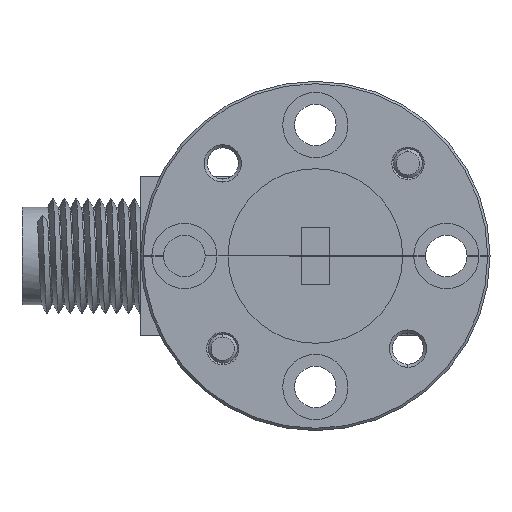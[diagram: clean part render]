
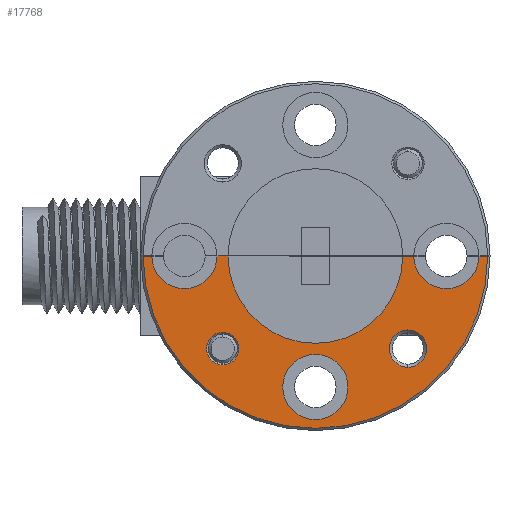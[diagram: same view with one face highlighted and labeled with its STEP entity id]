
A CAD part, left-side view. The second image highlights one B-rep face of the part: STEP entity #17768.
In plain terms, the highlighted planar face has unit normal (-1, 0, 0).
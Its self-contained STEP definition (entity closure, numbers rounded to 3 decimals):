
#1374 = CARTESIAN_POINT ( 'NONE',  ( -8.995, 29.063, 36.028 ) ) ;
#1844 = EDGE_CURVE ( 'NONE', #3926, #8776, #32191, .T. ) ;
#2559 = DIRECTION ( 'NONE',  ( 0., 1., 0. ) ) ;
#2622 = EDGE_LOOP ( 'NONE', ( #9394, #35225, #35515, #45977, #55994, #11365, #53470, #62640, #24705 ) ) ;
#3221 = DIRECTION ( 'NONE',  ( -1., 0., 0. ) ) ;
#3926 = VERTEX_POINT ( 'NONE', #28230 ) ;
#4048 = EDGE_LOOP ( 'NONE', ( #7743, #29987 ) ) ;
#4131 = CARTESIAN_POINT ( 'NONE',  ( -8.995, 29.063, 31.996 ) ) ;
#4836 = CARTESIAN_POINT ( 'NONE',  ( -8.995, 29.063, 32.472 ) ) ;
#5110 = CARTESIAN_POINT ( 'NONE',  ( -8.995, 19.665, 41.394 ) ) ;
#5428 = EDGE_CURVE ( 'NONE', #56046, #28688, #24807, .T. ) ;
#6039 = EDGE_CURVE ( 'NONE', #11190, #8776, #30334, .T. ) ;
#6453 = CIRCLE ( 'NONE', #42705, 0.883 ) ;
#7364 = AXIS2_PLACEMENT_3D ( 'NONE', #29947, #44673, #14250 ) ;
#7366 = EDGE_CURVE ( 'NONE', #55980, #40767, #40563, .T. ) ;
#7730 = FACE_BOUND ( 'NONE', #61730, .T. ) ;
#7743 = ORIENTED_EDGE ( 'NONE', *, *, #7366, .F. ) ;
#8123 = DIRECTION ( 'NONE',  ( 0., 0., 1. ) ) ;
#8309 = EDGE_CURVE ( 'NONE', #21537, #58659, #6453, .T. ) ;
#8776 = VERTEX_POINT ( 'NONE', #32898 ) ;
#9327 = EDGE_CURVE ( 'NONE', #40767, #55980, #46855, .T. ) ;
#9394 = ORIENTED_EDGE ( 'NONE', *, *, #58344, .T. ) ;
#9527 = EDGE_CURVE ( 'NONE', #45842, #26671, #57919, .T. ) ;
#9968 = CARTESIAN_POINT ( 'NONE',  ( -8.995, 36.207, 41.394 ) ) ;
#10301 = AXIS2_PLACEMENT_3D ( 'NONE', #24487, #39379, #18992 ) ;
#10970 = LINE ( 'NONE', #38107, #22860 ) ;
#11190 = VERTEX_POINT ( 'NONE', #62908 ) ;
#11231 = EDGE_CURVE ( 'NONE', #58659, #21537, #26805, .T. ) ;
#11365 = ORIENTED_EDGE ( 'NONE', *, *, #1844, .T. ) ;
#11461 = CARTESIAN_POINT ( 'NONE',  ( -8.995, 38.461, 41.394 ) ) ;
#13090 = CIRCLE ( 'NONE', #55393, 9.398 ) ;
#13859 = CARTESIAN_POINT ( 'NONE',  ( -8.995, 29.063, 34.25 ) ) ;
#14250 = DIRECTION ( 'NONE',  ( 0., 0., 1. ) ) ;
#17768 = ADVANCED_FACE ( 'NONE', ( #38639, #34678, #21943, #7730 ), #25358, .T. ) ;
#18081 = CARTESIAN_POINT ( 'NONE',  ( -8.995, 29.063, 34.25 ) ) ;
#18533 = DIRECTION ( 'NONE',  ( 0., 0., 1. ) ) ;
#18737 = CARTESIAN_POINT ( 'NONE',  ( -8.995, 37.985, 41.394 ) ) ;
#18892 = ORIENTED_EDGE ( 'NONE', *, *, #34141, .F. ) ;
#18992 = DIRECTION ( 'NONE',  ( 0., 0., 1. ) ) ;
#20295 = DIRECTION ( 'NONE',  ( 0., 0., 1. ) ) ;
#20576 = DIRECTION ( 'NONE',  ( -1., 0., 0. ) ) ;
#21198 = VERTEX_POINT ( 'NONE', #11461 ) ;
#21531 = VERTEX_POINT ( 'NONE', #4131 ) ;
#21537 = VERTEX_POINT ( 'NONE', #39356 ) ;
#21943 = FACE_OUTER_BOUND ( 'NONE', #2622, .T. ) ;
#22860 = VECTOR ( 'NONE', #57896, 1000. ) ;
#23407 = LINE ( 'NONE', #36619, #51953 ) ;
#24487 = CARTESIAN_POINT ( 'NONE',  ( -8.995, 24.011, 36.343 ) ) ;
#24705 = ORIENTED_EDGE ( 'NONE', *, *, #5428, .F. ) ;
#24807 = CIRCLE ( 'NONE', #26842, 1.778 ) ;
#25358 = PLANE ( 'NONE',  #57386 ) ;
#26671 = VERTEX_POINT ( 'NONE', #4836 ) ;
#26805 = CIRCLE ( 'NONE', #58949, 0.883 ) ;
#26842 = AXIS2_PLACEMENT_3D ( 'NONE', #9968, #45517, #55023 ) ;
#27102 = AXIS2_PLACEMENT_3D ( 'NONE', #38873, #29519, #39318 ) ;
#28230 = CARTESIAN_POINT ( 'NONE',  ( -8.995, 23.697, 41.394 ) ) ;
#28688 = VERTEX_POINT ( 'NONE', #63224 ) ;
#29519 = DIRECTION ( 'NONE',  ( -1., 0., 0. ) ) ;
#29947 = CARTESIAN_POINT ( 'NONE',  ( -8.995, 29.063, 41.394 ) ) ;
#29987 = ORIENTED_EDGE ( 'NONE', *, *, #9327, .F. ) ;
#30334 = CIRCLE ( 'NONE', #7364, 4.763 ) ;
#30354 = VECTOR ( 'NONE', #63542, 1000. ) ;
#32191 = LINE ( 'NONE', #37566, #57612 ) ;
#32898 = CARTESIAN_POINT ( 'NONE',  ( -8.995, 24.3, 41.394 ) ) ;
#33025 = ORIENTED_EDGE ( 'NONE', *, *, #11231, .F. ) ;
#33412 = DIRECTION ( 'NONE',  ( -1., 0., 0. ) ) ;
#33577 = CARTESIAN_POINT ( 'NONE',  ( -8.995, 34.114, 36.343 ) ) ;
#33993 = CARTESIAN_POINT ( 'NONE',  ( -8.995, 29.063, 41.394 ) ) ;
#34141 = EDGE_CURVE ( 'NONE', #26671, #45842, #41608, .T. ) ;
#34656 = DIRECTION ( 'NONE',  ( 0., 0., 1. ) ) ;
#34678 = FACE_BOUND ( 'NONE', #57549, .T. ) ;
#35144 = VERTEX_POINT ( 'NONE', #64673 ) ;
#35225 = ORIENTED_EDGE ( 'NONE', *, *, #52218, .T. ) ;
#35362 = CARTESIAN_POINT ( 'NONE',  ( -8.995, 29.063, 41.394 ) ) ;
#35515 = ORIENTED_EDGE ( 'NONE', *, *, #44770, .T. ) ;
#35518 = DIRECTION ( 'NONE',  ( -1., 0., 0. ) ) ;
#36619 = CARTESIAN_POINT ( 'NONE',  ( -8.995, 19.538, 41.394 ) ) ;
#37566 = CARTESIAN_POINT ( 'NONE',  ( -8.995, 19.538, 41.394 ) ) ;
#37742 = CARTESIAN_POINT ( 'NONE',  ( -8.995, 34.114, 35.46 ) ) ;
#38107 = CARTESIAN_POINT ( 'NONE',  ( -8.995, 19.538, 41.394 ) ) ;
#38460 = CARTESIAN_POINT ( 'NONE',  ( -8.995, 24.011, 37.359 ) ) ;
#38639 = FACE_BOUND ( 'NONE', #4048, .T. ) ;
#38873 = CARTESIAN_POINT ( 'NONE',  ( -8.995, 29.063, 41.394 ) ) ;
#38883 = DIRECTION ( 'NONE',  ( 0., 0., 1. ) ) ;
#39150 = CARTESIAN_POINT ( 'NONE',  ( -8.995, 24.011, 36.343 ) ) ;
#39318 = DIRECTION ( 'NONE',  ( 0., 0., 1. ) ) ;
#39356 = CARTESIAN_POINT ( 'NONE',  ( -8.995, 34.114, 37.225 ) ) ;
#39379 = DIRECTION ( 'NONE',  ( -1., 0., 0. ) ) ;
#40563 = CIRCLE ( 'NONE', #10301, 1.016 ) ;
#40767 = VERTEX_POINT ( 'NONE', #41157 ) ;
#41157 = CARTESIAN_POINT ( 'NONE',  ( -8.995, 24.011, 35.327 ) ) ;
#41608 = CIRCLE ( 'NONE', #44582, 1.778 ) ;
#42284 = CIRCLE ( 'NONE', #27102, 9.398 ) ;
#42343 = CARTESIAN_POINT ( 'NONE',  ( -8.995, 34.114, 36.343 ) ) ;
#42705 = AXIS2_PLACEMENT_3D ( 'NONE', #42343, #20576, #51150 ) ;
#43759 = CIRCLE ( 'NONE', #56493, 1.778 ) ;
#44582 = AXIS2_PLACEMENT_3D ( 'NONE', #18081, #48916, #18533 ) ;
#44673 = DIRECTION ( 'NONE',  ( -1., 0., 0. ) ) ;
#44770 = EDGE_CURVE ( 'NONE', #21531, #60739, #13090, .T. ) ;
#44962 = EDGE_CURVE ( 'NONE', #11190, #28688, #23407, .T. ) ;
#45517 = DIRECTION ( 'NONE',  ( -1., 0., 0. ) ) ;
#45842 = VERTEX_POINT ( 'NONE', #1374 ) ;
#45977 = ORIENTED_EDGE ( 'NONE', *, *, #47789, .T. ) ;
#46855 = CIRCLE ( 'NONE', #63528, 1.016 ) ;
#47789 = EDGE_CURVE ( 'NONE', #60739, #35144, #54188, .T. ) ;
#48672 = CARTESIAN_POINT ( 'NONE',  ( -8.995, 21.919, 41.394 ) ) ;
#48916 = DIRECTION ( 'NONE',  ( -1., 0., 0. ) ) ;
#48977 = ORIENTED_EDGE ( 'NONE', *, *, #8309, .F. ) ;
#49345 = DIRECTION ( 'NONE',  ( 0., 0., 1. ) ) ;
#50408 = ORIENTED_EDGE ( 'NONE', *, *, #9527, .F. ) ;
#50632 = DIRECTION ( 'NONE',  ( -1., 0., 0. ) ) ;
#51150 = DIRECTION ( 'NONE',  ( 0., 0., 1. ) ) ;
#51667 = DIRECTION ( 'NONE',  ( 0., 1., 0. ) ) ;
#51953 = VECTOR ( 'NONE', #51667, 1000. ) ;
#52218 = EDGE_CURVE ( 'NONE', #21198, #21531, #42284, .T. ) ;
#53470 = ORIENTED_EDGE ( 'NONE', *, *, #6039, .F. ) ;
#53662 = EDGE_CURVE ( 'NONE', #3926, #35144, #43759, .T. ) ;
#54188 = LINE ( 'NONE', #58652, #30354 ) ;
#54373 = DIRECTION ( 'NONE',  ( 0., 0., 1. ) ) ;
#55023 = DIRECTION ( 'NONE',  ( 0., 0., 1. ) ) ;
#55393 = AXIS2_PLACEMENT_3D ( 'NONE', #33993, #60156, #54373 ) ;
#55980 = VERTEX_POINT ( 'NONE', #38460 ) ;
#55994 = ORIENTED_EDGE ( 'NONE', *, *, #53662, .F. ) ;
#56046 = VERTEX_POINT ( 'NONE', #18737 ) ;
#56493 = AXIS2_PLACEMENT_3D ( 'NONE', #48672, #35518, #34656 ) ;
#57386 = AXIS2_PLACEMENT_3D ( 'NONE', #35362, #50632, #20295 ) ;
#57549 = EDGE_LOOP ( 'NONE', ( #48977, #33025 ) ) ;
#57612 = VECTOR ( 'NONE', #2559, 1000. ) ;
#57896 = DIRECTION ( 'NONE',  ( 0., 1., 0. ) ) ;
#57919 = CIRCLE ( 'NONE', #60573, 1.778 ) ;
#58344 = EDGE_CURVE ( 'NONE', #56046, #21198, #10970, .T. ) ;
#58652 = CARTESIAN_POINT ( 'NONE',  ( -8.995, 19.538, 41.394 ) ) ;
#58659 = VERTEX_POINT ( 'NONE', #37742 ) ;
#58949 = AXIS2_PLACEMENT_3D ( 'NONE', #33577, #3221, #38883 ) ;
#59576 = DIRECTION ( 'NONE',  ( -1., 0., 0. ) ) ;
#60156 = DIRECTION ( 'NONE',  ( -1., 0., 0. ) ) ;
#60573 = AXIS2_PLACEMENT_3D ( 'NONE', #13859, #59576, #49345 ) ;
#60739 = VERTEX_POINT ( 'NONE', #5110 ) ;
#61730 = EDGE_LOOP ( 'NONE', ( #50408, #18892 ) ) ;
#62640 = ORIENTED_EDGE ( 'NONE', *, *, #44962, .T. ) ;
#62908 = CARTESIAN_POINT ( 'NONE',  ( -8.995, 33.825, 41.394 ) ) ;
#63224 = CARTESIAN_POINT ( 'NONE',  ( -8.995, 34.429, 41.394 ) ) ;
#63528 = AXIS2_PLACEMENT_3D ( 'NONE', #39150, #33412, #8123 ) ;
#63542 = DIRECTION ( 'NONE',  ( 0., 1., 0. ) ) ;
#64673 = CARTESIAN_POINT ( 'NONE',  ( -8.995, 20.141, 41.394 ) ) ;
